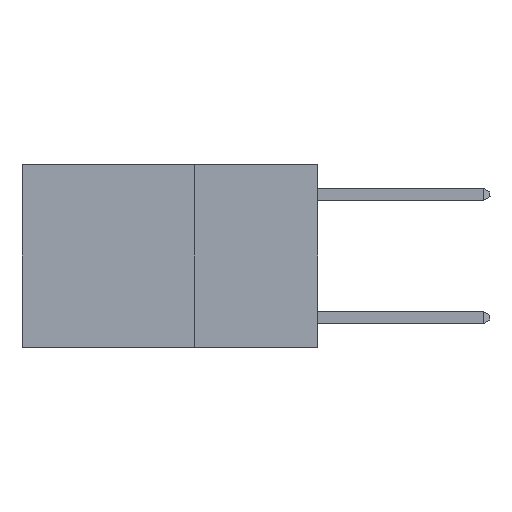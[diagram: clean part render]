
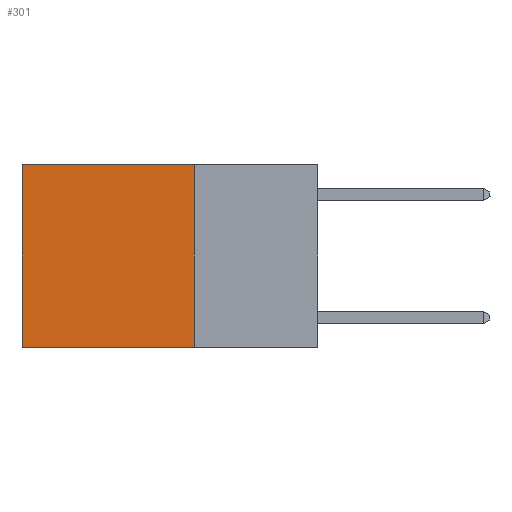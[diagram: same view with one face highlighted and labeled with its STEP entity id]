
A CAD part, left-side view. The second image highlights one B-rep face of the part: STEP entity #301.
In plain terms, the highlighted planar face has unit normal (-1, 0, 0).
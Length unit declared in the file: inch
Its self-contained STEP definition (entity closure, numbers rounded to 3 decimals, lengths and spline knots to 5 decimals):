
#250 = LINE ( 'NONE', #5257, #8183 ) ;
#301 = ADVANCED_FACE ( 'NONE', ( #2349 ), #1501, .F. ) ;
#527 = CARTESIAN_POINT ( 'NONE',  ( 0.2625, 0.6, -0.37 ) ) ;
#1166 = LINE ( 'NONE', #8954, #7419 ) ;
#1232 = AXIS2_PLACEMENT_3D ( 'NONE', #6601, #5906, #8761 ) ;
#1501 = PLANE ( 'NONE',  #1232 ) ;
#1614 = ORIENTED_EDGE ( 'NONE', *, *, #7148, .T. ) ;
#2349 = FACE_OUTER_BOUND ( 'NONE', #4180, .T. ) ;
#2354 = CARTESIAN_POINT ( 'NONE',  ( 0.2625, 0.25, -0.37 ) ) ;
#2397 = VERTEX_POINT ( 'NONE', #7888 ) ;
#2524 = VERTEX_POINT ( 'NONE', #3134 ) ;
#3134 = CARTESIAN_POINT ( 'NONE',  ( 0.2625, 0.25, 0. ) ) ;
#3181 = DIRECTION ( 'NONE',  ( 0., 0., -1. ) ) ;
#3674 = EDGE_CURVE ( 'NONE', #6966, #8022, #5098, .T. ) ;
#4180 = EDGE_LOOP ( 'NONE', ( #5437, #5560, #8789, #1614 ) ) ;
#4406 = VECTOR ( 'NONE', #4509, 39.37008 ) ;
#4509 = DIRECTION ( 'NONE',  ( 0., 1., 0. ) ) ;
#4671 = VECTOR ( 'NONE', #5859, 39.37008 ) ;
#5076 = LINE ( 'NONE', #6585, #4406 ) ;
#5098 = LINE ( 'NONE', #2354, #4671 ) ;
#5257 = CARTESIAN_POINT ( 'NONE',  ( 0.2625, 0.6, 0. ) ) ;
#5437 = ORIENTED_EDGE ( 'NONE', *, *, #6369, .T. ) ;
#5560 = ORIENTED_EDGE ( 'NONE', *, *, #3674, .F. ) ;
#5593 = EDGE_CURVE ( 'NONE', #2524, #6966, #1166, .T. ) ;
#5859 = DIRECTION ( 'NONE',  ( 0., 1., 0. ) ) ;
#5906 = DIRECTION ( 'NONE',  ( 1., 0., 0. ) ) ;
#6369 = EDGE_CURVE ( 'NONE', #2397, #8022, #250, .T. ) ;
#6585 = CARTESIAN_POINT ( 'NONE',  ( 0.2625, 0.25, 0. ) ) ;
#6601 = CARTESIAN_POINT ( 'NONE',  ( 0.2625, 0.25, 0. ) ) ;
#6966 = VERTEX_POINT ( 'NONE', #7629 ) ;
#7148 = EDGE_CURVE ( 'NONE', #2524, #2397, #5076, .T. ) ;
#7419 = VECTOR ( 'NONE', #8995, 39.37008 ) ;
#7629 = CARTESIAN_POINT ( 'NONE',  ( 0.2625, 0.25, -0.37 ) ) ;
#7888 = CARTESIAN_POINT ( 'NONE',  ( 0.2625, 0.6, 0. ) ) ;
#8022 = VERTEX_POINT ( 'NONE', #527 ) ;
#8183 = VECTOR ( 'NONE', #3181, 39.37008 ) ;
#8761 = DIRECTION ( 'NONE',  ( 0., 0., -1. ) ) ;
#8789 = ORIENTED_EDGE ( 'NONE', *, *, #5593, .F. ) ;
#8954 = CARTESIAN_POINT ( 'NONE',  ( 0.2625, 0.25, 0. ) ) ;
#8995 = DIRECTION ( 'NONE',  ( 0., 0., -1. ) ) ;
